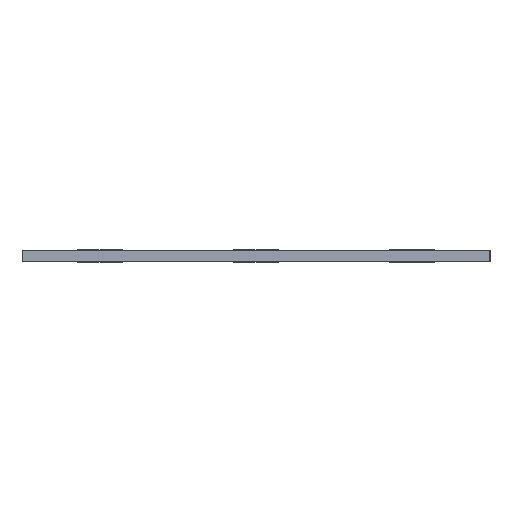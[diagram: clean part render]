
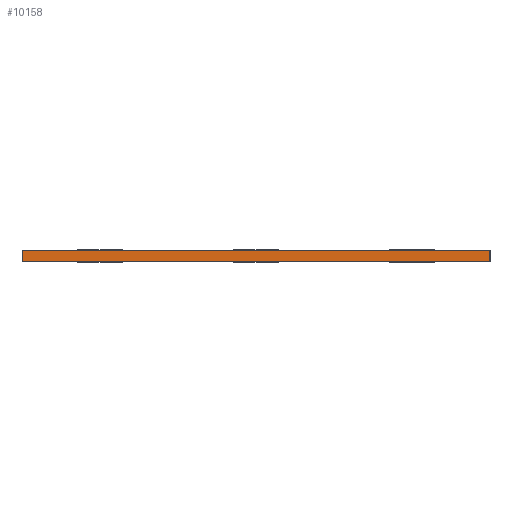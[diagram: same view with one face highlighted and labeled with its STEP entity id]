
A CAD part, left-side view. The second image highlights one B-rep face of the part: STEP entity #10158.
In plain terms, the highlighted planar face has unit normal (-1, 0, 0).
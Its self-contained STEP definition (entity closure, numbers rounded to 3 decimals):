
#622=FACE_OUTER_BOUND('',#1078,.T.);
#1078=EDGE_LOOP('',(#8343,#8344,#8345,#8346));
#2579=LINE('',#17696,#3491);
#2583=LINE('',#17705,#3495);
#2587=LINE('',#17712,#3499);
#2589=LINE('',#17715,#3501);
#3491=VECTOR('',#13920,1.);
#3495=VECTOR('',#13926,1.);
#3499=VECTOR('',#13932,1.);
#3501=VECTOR('',#13936,1.);
#4703=VERTEX_POINT('',#17694);
#4704=VERTEX_POINT('',#17695);
#4707=VERTEX_POINT('',#17703);
#4708=VERTEX_POINT('',#17704);
#6511=EDGE_CURVE('',#4703,#4704,#2579,.T.);
#6515=EDGE_CURVE('',#4707,#4708,#2583,.T.);
#6519=EDGE_CURVE('',#4708,#4703,#2587,.T.);
#6521=EDGE_CURVE('',#4704,#4707,#2589,.T.);
#8343=ORIENTED_EDGE('',*,*,#6521,.F.);
#8344=ORIENTED_EDGE('',*,*,#6511,.F.);
#8345=ORIENTED_EDGE('',*,*,#6519,.F.);
#8346=ORIENTED_EDGE('',*,*,#6515,.F.);
#9702=PLANE('',#11815);
#10158=ADVANCED_FACE('',(#622),#9702,.F.);
#11815=AXIS2_PLACEMENT_3D('',#17718,#13940,#13941);
#13920=DIRECTION('',(0.,0.,-1.));
#13926=DIRECTION('',(0.,0.,1.));
#13932=DIRECTION('',(0.,-1.,0.));
#13936=DIRECTION('',(0.,1.,0.));
#13940=DIRECTION('center_axis',(1.,0.,0.));
#13941=DIRECTION('ref_axis',(0.,0.,-1.));
#17694=CARTESIAN_POINT('',(44.485,29.694,1.754));
#17695=CARTESIAN_POINT('',(44.485,29.694,0.004));
#17696=CARTESIAN_POINT('',(44.485,29.694,1.754));
#17703=CARTESIAN_POINT('',(44.485,101.694,0.004));
#17704=CARTESIAN_POINT('',(44.485,101.694,1.754));
#17705=CARTESIAN_POINT('',(44.485,101.694,0.004));
#17712=CARTESIAN_POINT('',(44.485,101.694,1.754));
#17715=CARTESIAN_POINT('',(44.485,53.694,0.004));
#17718=CARTESIAN_POINT('Origin',(44.485,65.694,0.879));
